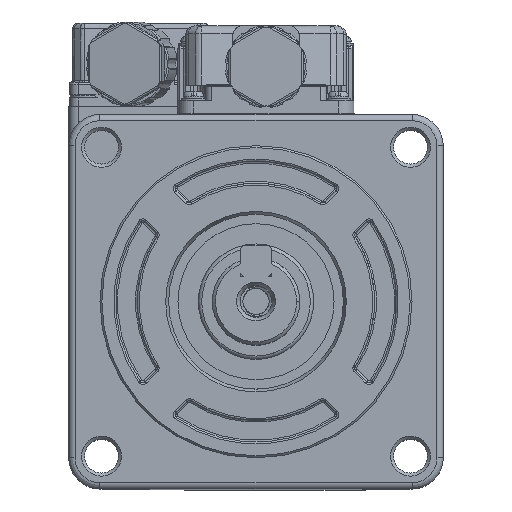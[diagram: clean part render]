
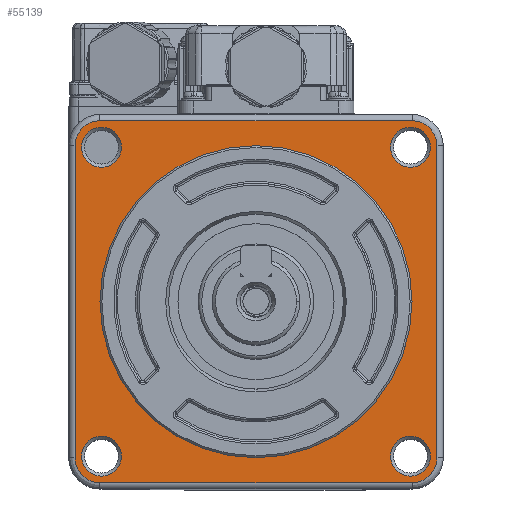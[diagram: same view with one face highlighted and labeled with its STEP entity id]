
A CAD part, top view. The second image highlights one B-rep face of the part: STEP entity #55139.
In plain terms, the highlighted planar face has unit normal (0, 0, 1).
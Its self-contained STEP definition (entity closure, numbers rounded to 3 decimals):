
#54501=CARTESIAN_POINT('',(-121.,-25.,-18.6));
#54502=VERTEX_POINT('',#54501);
#54511=CARTESIAN_POINT('',(-121.,25.,-18.6));
#54512=VERTEX_POINT('',#54511);
#54520=CARTESIAN_POINT('',(-121.,25.,-18.6));
#54521=DIRECTION('',(0.,-1.,0.));
#54522=VECTOR('',#54521,50.);
#54523=LINE('',#54520,#54522);
#54524=EDGE_CURVE('',#54512,#54502,#54523,.T.);
#54966=CARTESIAN_POINT('',(-125.,29.,-18.6));
#54967=VERTEX_POINT('',#54966);
#54975=CARTESIAN_POINT('',(-125.,25.,-18.6));
#54976=DIRECTION('',(0.,1.,0.));
#54977=DIRECTION('',(0.,0.,-1.));
#54978=AXIS2_PLACEMENT_3D('',#54975,#54977,#54976);
#54979=CIRCLE('',#54978,4.);
#54980=EDGE_CURVE('',#54967,#54512,#54979,.T.);
#55013=CARTESIAN_POINT('',(-125.,-29.,-18.6));
#55014=VERTEX_POINT('',#55013);
#55024=CARTESIAN_POINT('',(-125.,-25.,-18.6));
#55025=DIRECTION('',(1.,0.,0.));
#55026=DIRECTION('',(0.,0.,-1.));
#55027=AXIS2_PLACEMENT_3D('',#55024,#55026,#55025);
#55028=CIRCLE('',#55027,4.);
#55029=EDGE_CURVE('',#54502,#55014,#55028,.T.);
#55034=CARTESIAN_POINT('',(-150.,0.,-18.6));
#55035=DIRECTION('',(0.,1.,0.));
#55036=DIRECTION('',(0.,-0.,1.));
#55037=AXIS2_PLACEMENT_3D('',#55034,#55036,#55035);
#55038=PLANE('',#55037);
#55039=ORIENTED_EDGE('',*,*,#55029,.F.);
#55040=ORIENTED_EDGE('',*,*,#54524,.F.);
#55041=ORIENTED_EDGE('',*,*,#54980,.F.);
#55042=CARTESIAN_POINT('',(-175.,29.,-18.6));
#55043=VERTEX_POINT('',#55042);
#55044=CARTESIAN_POINT('',(-125.,29.,-18.6));
#55045=DIRECTION('',(-1.,0.,0.));
#55046=VECTOR('',#55045,50.);
#55047=LINE('',#55044,#55046);
#55048=EDGE_CURVE('',#54967,#55043,#55047,.T.);
#55049=ORIENTED_EDGE('',*,*,#55048,.T.);
#55050=CARTESIAN_POINT('',(-179.,25.,-18.6));
#55051=VERTEX_POINT('',#55050);
#55052=CARTESIAN_POINT('',(-175.,25.,-18.6));
#55053=DIRECTION('',(0.,1.,0.));
#55054=DIRECTION('',(0.,0.,1.));
#55055=AXIS2_PLACEMENT_3D('',#55052,#55054,#55053);
#55056=CIRCLE('',#55055,4.);
#55057=EDGE_CURVE('',#55043,#55051,#55056,.T.);
#55058=ORIENTED_EDGE('',*,*,#55057,.T.);
#55059=CARTESIAN_POINT('',(-179.,-25.,-18.6));
#55060=VERTEX_POINT('',#55059);
#55061=CARTESIAN_POINT('',(-179.,25.,-18.6));
#55062=DIRECTION('',(0.,-1.,0.));
#55063=VECTOR('',#55062,50.);
#55064=LINE('',#55061,#55063);
#55065=EDGE_CURVE('',#55051,#55060,#55064,.T.);
#55066=ORIENTED_EDGE('',*,*,#55065,.T.);
#55067=CARTESIAN_POINT('',(-175.,-29.,-18.6));
#55068=VERTEX_POINT('',#55067);
#55069=CARTESIAN_POINT('',(-175.,-25.,-18.6));
#55070=DIRECTION('',(-1.,0.,0.));
#55071=DIRECTION('',(0.,0.,1.));
#55072=AXIS2_PLACEMENT_3D('',#55069,#55071,#55070);
#55073=CIRCLE('',#55072,4.);
#55074=EDGE_CURVE('',#55060,#55068,#55073,.T.);
#55075=ORIENTED_EDGE('',*,*,#55074,.T.);
#55076=CARTESIAN_POINT('',(-175.,-29.,-18.6));
#55077=DIRECTION('',(1.,0.,0.));
#55078=VECTOR('',#55077,50.);
#55079=LINE('',#55076,#55078);
#55080=EDGE_CURVE('',#55068,#55014,#55079,.T.);
#55081=ORIENTED_EDGE('',*,*,#55080,.T.);
#55082=EDGE_LOOP('',(#55039,#55040,#55041,#55049,#55058,#55066,#55075,#55081));
#55083=FACE_OUTER_BOUND('',#55082,.T.);
#55084=CARTESIAN_POINT('',(-177.949,-24.749,-18.6));
#55085=VERTEX_POINT('',#55084);
#55086=CARTESIAN_POINT('',(-174.749,-24.749,-18.6));
#55087=DIRECTION('',(-1.,0.,0.));
#55088=DIRECTION('',(0.,0.,-1.));
#55089=AXIS2_PLACEMENT_3D('',#55086,#55088,#55087);
#55090=CIRCLE('',#55089,3.2);
#55091=EDGE_CURVE('',#55085,#55085,#55090,.T.);
#55092=ORIENTED_EDGE('',*,*,#55091,.T.);
#55093=EDGE_LOOP('',(#55092));
#55094=FACE_BOUND('',#55093,.T.);
#55095=CARTESIAN_POINT('',(-128.451,24.749,-18.6));
#55096=VERTEX_POINT('',#55095);
#55097=CARTESIAN_POINT('',(-125.251,24.749,-18.6));
#55098=DIRECTION('',(-1.,0.,0.));
#55099=DIRECTION('',(0.,0.,-1.));
#55100=AXIS2_PLACEMENT_3D('',#55097,#55099,#55098);
#55101=CIRCLE('',#55100,3.2);
#55102=EDGE_CURVE('',#55096,#55096,#55101,.T.);
#55103=ORIENTED_EDGE('',*,*,#55102,.T.);
#55104=EDGE_LOOP('',(#55103));
#55105=FACE_BOUND('',#55104,.T.);
#55106=CARTESIAN_POINT('',(-128.451,-24.749,-18.6));
#55107=VERTEX_POINT('',#55106);
#55108=CARTESIAN_POINT('',(-125.251,-24.749,-18.6));
#55109=DIRECTION('',(-1.,0.,0.));
#55110=DIRECTION('',(0.,0.,-1.));
#55111=AXIS2_PLACEMENT_3D('',#55108,#55110,#55109);
#55112=CIRCLE('',#55111,3.2);
#55113=EDGE_CURVE('',#55107,#55107,#55112,.T.);
#55114=ORIENTED_EDGE('',*,*,#55113,.T.);
#55115=EDGE_LOOP('',(#55114));
#55116=FACE_BOUND('',#55115,.T.);
#55117=CARTESIAN_POINT('',(-177.949,24.749,-18.6));
#55118=VERTEX_POINT('',#55117);
#55119=CARTESIAN_POINT('',(-174.749,24.749,-18.6));
#55120=DIRECTION('',(-1.,0.,0.));
#55121=DIRECTION('',(0.,0.,-1.));
#55122=AXIS2_PLACEMENT_3D('',#55119,#55121,#55120);
#55123=CIRCLE('',#55122,3.2);
#55124=EDGE_CURVE('',#55118,#55118,#55123,.T.);
#55125=ORIENTED_EDGE('',*,*,#55124,.T.);
#55126=EDGE_LOOP('',(#55125));
#55127=FACE_BOUND('',#55126,.T.);
#55128=CARTESIAN_POINT('',(-125.,0.,-18.6));
#55129=VERTEX_POINT('',#55128);
#55130=CARTESIAN_POINT('',(-150.,0.,-18.6));
#55131=DIRECTION('',(1.,0.,0.));
#55132=DIRECTION('',(0.,0.,-1.));
#55133=AXIS2_PLACEMENT_3D('',#55130,#55132,#55131);
#55134=CIRCLE('',#55133,25.);
#55135=EDGE_CURVE('',#55129,#55129,#55134,.T.);
#55136=ORIENTED_EDGE('',*,*,#55135,.T.);
#55137=EDGE_LOOP('',(#55136));
#55138=FACE_BOUND('',#55137,.T.);
#55139=ADVANCED_FACE('',(#55083,#55094,#55105,#55116,#55127,#55138),#55038,.T.);
